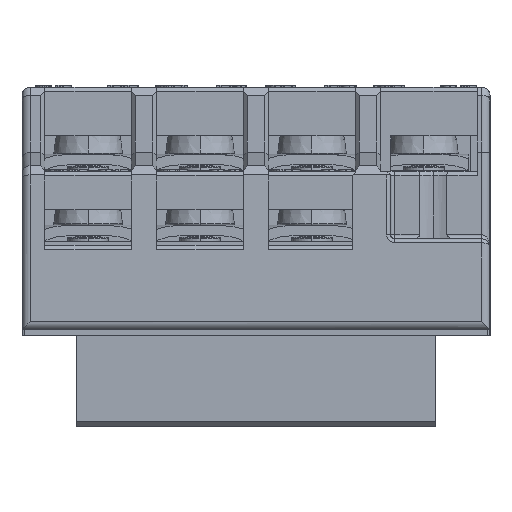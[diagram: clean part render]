
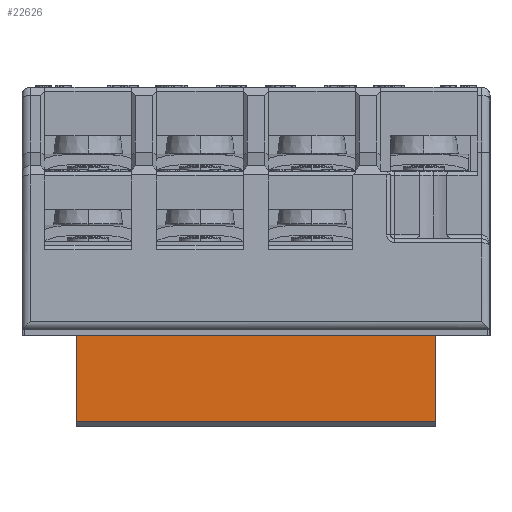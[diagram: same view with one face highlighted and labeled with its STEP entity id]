
A CAD part, left-side view. The second image highlights one B-rep face of the part: STEP entity #22626.
In plain terms, the highlighted planar face has unit normal (-1, 0, 0).
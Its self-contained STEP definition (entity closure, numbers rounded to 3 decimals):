
#5735 = LINE ( 'NONE', #95927, #5736 ) ;
#5736 = VECTOR ( 'NONE', #95934, 1000. ) ;
#5738 = LINE ( 'NONE', #95936, #5741 ) ;
#5740 = LINE ( 'NONE', #95933, #5745 ) ;
#5741 = VECTOR ( 'NONE', #95938, 1000. ) ;
#5745 = VECTOR ( 'NONE', #95941, 1000. ) ;
#12467 = ORIENTED_EDGE ( 'NONE', *, *, #28318, .T. ) ;
#12470 = ORIENTED_EDGE ( 'NONE', *, *, #23092, .F. ) ;
#12472 = ORIENTED_EDGE ( 'NONE', *, *, #23094, .F. ) ;
#12474 = ORIENTED_EDGE ( 'NONE', *, *, #23096, .T. ) ;
#22626 = ADVANCED_FACE ( 'NONE', ( #64259 ), #65147, .T. ) ;
#23092 = EDGE_CURVE ( 'NONE', #54361, #51858, #5735, .T. ) ;
#23094 = EDGE_CURVE ( 'NONE', #88129, #54361, #5738, .T. ) ;
#23096 = EDGE_CURVE ( 'NONE', #88129, #51895, #5740, .T. ) ;
#28318 = EDGE_CURVE ( 'NONE', #51895, #51858, #80287, .T. ) ;
#51858 = VERTEX_POINT ( 'NONE', #93623 ) ;
#51895 = VERTEX_POINT ( 'NONE', #93690 ) ;
#54361 = VERTEX_POINT ( 'NONE', #93844 ) ;
#54497 = EDGE_LOOP ( 'NONE', ( #12467, #12470, #12472, #12474 ) ) ;
#64259 = FACE_OUTER_BOUND ( 'NONE', #54497, .T. ) ;
#65147 = PLANE ( 'NONE',  #65916 ) ;
#65155 = CARTESIAN_POINT ( 'NONE',  ( -23.795, -17.75, -31. ) ) ;
#65156 = DIRECTION ( 'NONE',  ( -1., 0., 0. ) ) ;
#65157 = DIRECTION ( 'NONE',  ( 0., 0., 1. ) ) ;
#65916 = AXIS2_PLACEMENT_3D ( 'NONE', #65155, #65156, #65157 ) ;
#80287 = LINE ( 'NONE', #89544, #80293 ) ;
#80293 = VECTOR ( 'NONE', #89547, 1000. ) ;
#88129 = VERTEX_POINT ( 'NONE', #97350 ) ;
#89544 = CARTESIAN_POINT ( 'NONE',  ( -23.795, -17.75, -22.5 ) ) ;
#89547 = DIRECTION ( 'NONE',  ( 0., 1., 0. ) ) ;
#93623 = CARTESIAN_POINT ( 'NONE',  ( -23.795, 17.75, -22.5 ) ) ;
#93690 = CARTESIAN_POINT ( 'NONE',  ( -23.795, -17.75, -22.5 ) ) ;
#93844 = CARTESIAN_POINT ( 'NONE',  ( -23.795, 17.75, -31. ) ) ;
#95927 = CARTESIAN_POINT ( 'NONE',  ( -23.795, 17.75, -31. ) ) ;
#95933 = CARTESIAN_POINT ( 'NONE',  ( -23.795, -17.75, -31. ) ) ;
#95934 = DIRECTION ( 'NONE',  ( 0., 0., 1. ) ) ;
#95936 = CARTESIAN_POINT ( 'NONE',  ( -23.795, -17.75, -31. ) ) ;
#95938 = DIRECTION ( 'NONE',  ( 0., 1., 0. ) ) ;
#95941 = DIRECTION ( 'NONE',  ( 0., 0., 1. ) ) ;
#97350 = CARTESIAN_POINT ( 'NONE',  ( -23.795, -17.75, -31. ) ) ;
